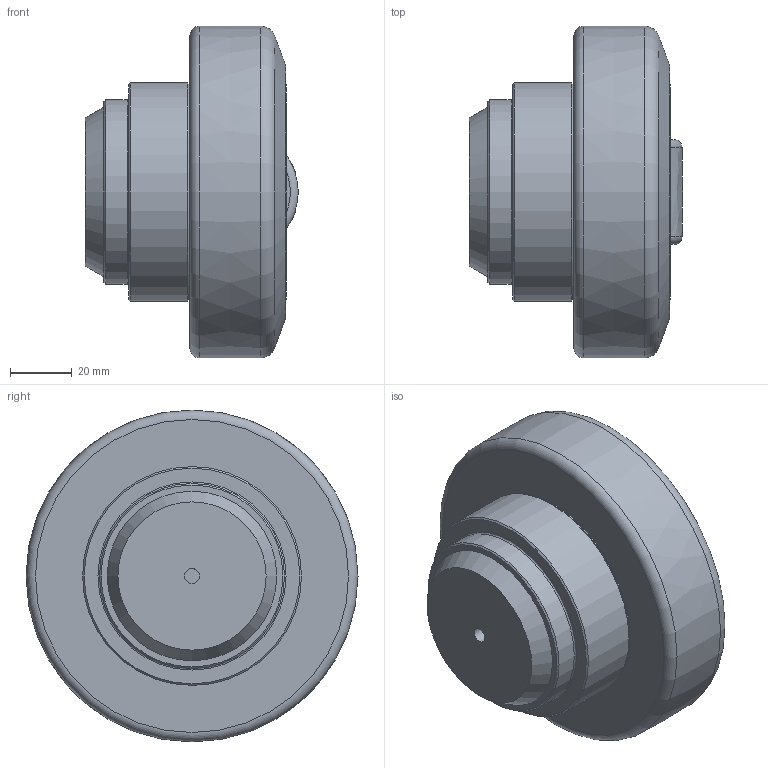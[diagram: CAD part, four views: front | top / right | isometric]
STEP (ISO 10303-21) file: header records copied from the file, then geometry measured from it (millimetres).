
FILE_DESCRIPTION(/* description */ ('-','CAx-IF Rec.Pracs.---Representation and Presentation of Product Manufacturing Information (PMI)---4.0---2014-10-13'),/* implementation_level */ '2;1');
FILE_NAME(/* name */ 'c85dd0e7-050f-44b2-b2ab-822b3551d3d1.stp',/* time_stamp */ '2020-04-01T16:36:08+02:00',/* author */ ('-'),/* organization */ ('NTI CADcenter A/S'),/* preprocessor_version */ 'ST-DEVELOPER v18',/* originating_system */ 'Autodesk Inventor 2020',/* authorisation */ '-');
FILE_SCHEMA (('AP242_MANAGED_MODEL_BASED_3D_ENGINEERING_MIM_LF { 1 0 10303 442 1 1 4 }'));
Length unit declared in the file: millimetre
Products named in the file (1): TR 110.0200_Kontur
Bounding box: 69.1 x 107.7 x 107.69 mm (x, y, z)
Volume: 387654.4 mm3; surface area: 33867.1 mm2
Topology: 1 solids, 1 shells, 82 faces, 214 edges, 150 vertices
Faces by surface type: plane 49, cylinder 16, cone 10, torus 5, bspline 2
Full cylindrical faces by diameter (mm): 3 x1, 4.917 x1, 10 x4, 60 x1, 70.5 x1, 71 x1
Entity records: 2725 total; most frequent: CARTESIAN_POINT 582, DIRECTION 452, ORIENTED_EDGE 428, EDGE_CURVE 214, AXIS2_PLACEMENT_3D 170, VERTEX_POINT 150, LINE 112, VECTOR 112
